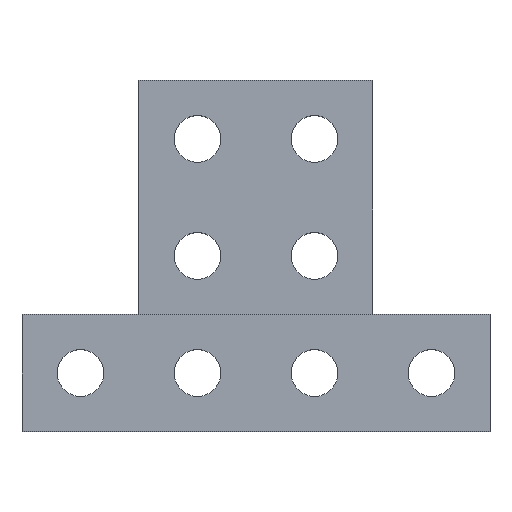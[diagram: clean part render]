
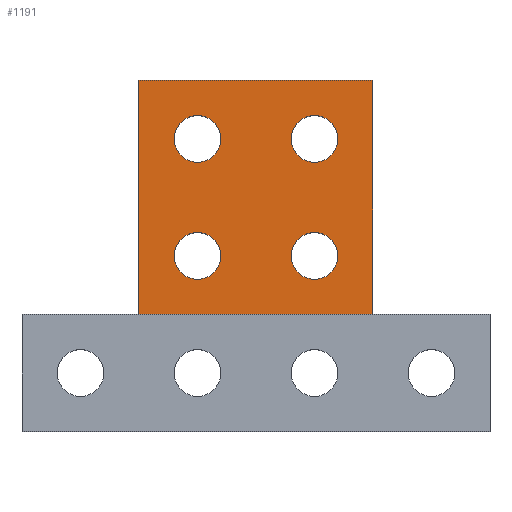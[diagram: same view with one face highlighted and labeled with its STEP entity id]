
A CAD part, top view. The second image highlights one B-rep face of the part: STEP entity #1191.
In plain terms, the highlighted planar face has unit normal (0, 0, 1).
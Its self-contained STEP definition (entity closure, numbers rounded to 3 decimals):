
#286 = PLANE('',#287);
#287 = AXIS2_PLACEMENT_3D('',#288,#289,#290);
#288 = CARTESIAN_POINT('',(0.,10.,0.));
#289 = DIRECTION('',(0.,1.,0.));
#290 = DIRECTION('',(0.,0.,1.));
#485 = PLANE('',#486);
#486 = AXIS2_PLACEMENT_3D('',#487,#488,#489);
#487 = CARTESIAN_POINT('',(0.,10.,0.));
#488 = DIRECTION('',(1.,0.,0.));
#489 = DIRECTION('',(0.,0.,1.));
#564 = PLANE('',#565);
#565 = AXIS2_PLACEMENT_3D('',#566,#567,#568);
#566 = CARTESIAN_POINT('',(20.,10.,0.));
#567 = DIRECTION('',(1.,0.,0.));
#568 = DIRECTION('',(0.,0.,1.));
#592 = PLANE('',#593);
#593 = AXIS2_PLACEMENT_3D('',#594,#595,#596);
#594 = CARTESIAN_POINT('',(0.,30.,0.));
#595 = DIRECTION('',(0.,1.,0.));
#596 = DIRECTION('',(0.,0.,1.));
#749 = CYLINDRICAL_SURFACE('',#750,2.);
#750 = AXIS2_PLACEMENT_3D('',#751,#752,#753);
#751 = CARTESIAN_POINT('',(15.,25.,0.));
#752 = DIRECTION('',(-0.,-0.,-1.));
#753 = DIRECTION('',(1.,0.,0.));
#780 = CYLINDRICAL_SURFACE('',#781,2.);
#781 = AXIS2_PLACEMENT_3D('',#782,#783,#784);
#782 = CARTESIAN_POINT('',(5.,15.,0.));
#783 = DIRECTION('',(-0.,-0.,-1.));
#784 = DIRECTION('',(1.,0.,0.));
#811 = CYLINDRICAL_SURFACE('',#812,2.);
#812 = AXIS2_PLACEMENT_3D('',#813,#814,#815);
#813 = CARTESIAN_POINT('',(15.,15.,0.));
#814 = DIRECTION('',(-0.,-0.,-1.));
#815 = DIRECTION('',(1.,0.,0.));
#842 = CYLINDRICAL_SURFACE('',#843,2.);
#843 = AXIS2_PLACEMENT_3D('',#844,#845,#846);
#844 = CARTESIAN_POINT('',(5.,25.,0.));
#845 = DIRECTION('',(-0.,-0.,-1.));
#846 = DIRECTION('',(1.,0.,0.));
#885 = VERTEX_POINT('',#886);
#886 = CARTESIAN_POINT('',(20.,10.,5.));
#909 = VERTEX_POINT('',#910);
#910 = CARTESIAN_POINT('',(0.,10.,5.));
#931 = EDGE_CURVE('',#909,#885,#932,.T.);
#932 = SURFACE_CURVE('',#933,(#937,#944),.PCURVE_S1.);
#933 = LINE('',#934,#935);
#934 = CARTESIAN_POINT('',(0.,10.,5.));
#935 = VECTOR('',#936,1.);
#936 = DIRECTION('',(1.,0.,0.));
#937 = PCURVE('',#286,#938);
#938 = DEFINITIONAL_REPRESENTATION('',(#939),#943);
#939 = LINE('',#940,#941);
#940 = CARTESIAN_POINT('',(5.,0.));
#941 = VECTOR('',#942,1.);
#942 = DIRECTION('',(0.,1.));
#943 = ( GEOMETRIC_REPRESENTATION_CONTEXT(2) 
PARAMETRIC_REPRESENTATION_CONTEXT() REPRESENTATION_CONTEXT('2D SPACE',''
  ) );
#944 = PCURVE('',#945,#950);
#945 = PLANE('',#946);
#946 = AXIS2_PLACEMENT_3D('',#947,#948,#949);
#947 = CARTESIAN_POINT('',(0.,10.,5.));
#948 = DIRECTION('',(0.,0.,1.));
#949 = DIRECTION('',(1.,0.,0.));
#950 = DEFINITIONAL_REPRESENTATION('',(#951),#955);
#951 = LINE('',#952,#953);
#952 = CARTESIAN_POINT('',(0.,0.));
#953 = VECTOR('',#954,1.);
#954 = DIRECTION('',(1.,0.));
#955 = ( GEOMETRIC_REPRESENTATION_CONTEXT(2) 
PARAMETRIC_REPRESENTATION_CONTEXT() REPRESENTATION_CONTEXT('2D SPACE',''
  ) );
#1098 = VERTEX_POINT('',#1099);
#1099 = CARTESIAN_POINT('',(0.,30.,5.));
#1120 = EDGE_CURVE('',#909,#1098,#1121,.T.);
#1121 = SURFACE_CURVE('',#1122,(#1126,#1133),.PCURVE_S1.);
#1122 = LINE('',#1123,#1124);
#1123 = CARTESIAN_POINT('',(0.,10.,5.));
#1124 = VECTOR('',#1125,1.);
#1125 = DIRECTION('',(0.,1.,0.));
#1126 = PCURVE('',#485,#1127);
#1127 = DEFINITIONAL_REPRESENTATION('',(#1128),#1132);
#1128 = LINE('',#1129,#1130);
#1129 = CARTESIAN_POINT('',(5.,0.));
#1130 = VECTOR('',#1131,1.);
#1131 = DIRECTION('',(0.,-1.));
#1132 = ( GEOMETRIC_REPRESENTATION_CONTEXT(2) 
PARAMETRIC_REPRESENTATION_CONTEXT() REPRESENTATION_CONTEXT('2D SPACE',''
  ) );
#1133 = PCURVE('',#945,#1134);
#1134 = DEFINITIONAL_REPRESENTATION('',(#1135),#1139);
#1135 = LINE('',#1136,#1137);
#1136 = CARTESIAN_POINT('',(0.,0.));
#1137 = VECTOR('',#1138,1.);
#1138 = DIRECTION('',(0.,1.));
#1139 = ( GEOMETRIC_REPRESENTATION_CONTEXT(2) 
PARAMETRIC_REPRESENTATION_CONTEXT() REPRESENTATION_CONTEXT('2D SPACE',''
  ) );
#1148 = VERTEX_POINT('',#1149);
#1149 = CARTESIAN_POINT('',(20.,30.,5.));
#1170 = EDGE_CURVE('',#885,#1148,#1171,.T.);
#1171 = SURFACE_CURVE('',#1172,(#1176,#1183),.PCURVE_S1.);
#1172 = LINE('',#1173,#1174);
#1173 = CARTESIAN_POINT('',(20.,10.,5.));
#1174 = VECTOR('',#1175,1.);
#1175 = DIRECTION('',(0.,1.,0.));
#1176 = PCURVE('',#564,#1177);
#1177 = DEFINITIONAL_REPRESENTATION('',(#1178),#1182);
#1178 = LINE('',#1179,#1180);
#1179 = CARTESIAN_POINT('',(5.,0.));
#1180 = VECTOR('',#1181,1.);
#1181 = DIRECTION('',(0.,-1.));
#1182 = ( GEOMETRIC_REPRESENTATION_CONTEXT(2) 
PARAMETRIC_REPRESENTATION_CONTEXT() REPRESENTATION_CONTEXT('2D SPACE',''
  ) );
#1183 = PCURVE('',#945,#1184);
#1184 = DEFINITIONAL_REPRESENTATION('',(#1185),#1189);
#1185 = LINE('',#1186,#1187);
#1186 = CARTESIAN_POINT('',(20.,0.));
#1187 = VECTOR('',#1188,1.);
#1188 = DIRECTION('',(0.,1.));
#1189 = ( GEOMETRIC_REPRESENTATION_CONTEXT(2) 
PARAMETRIC_REPRESENTATION_CONTEXT() REPRESENTATION_CONTEXT('2D SPACE',''
  ) );
#1191 = ADVANCED_FACE('',(#1192,#1218,#1244,#1270,#1296),#945,.T.);
#1192 = FACE_BOUND('',#1193,.T.);
#1193 = EDGE_LOOP('',(#1194,#1195,#1196,#1197));
#1194 = ORIENTED_EDGE('',*,*,#1120,.F.);
#1195 = ORIENTED_EDGE('',*,*,#931,.T.);
#1196 = ORIENTED_EDGE('',*,*,#1170,.T.);
#1197 = ORIENTED_EDGE('',*,*,#1198,.F.);
#1198 = EDGE_CURVE('',#1098,#1148,#1199,.T.);
#1199 = SURFACE_CURVE('',#1200,(#1204,#1211),.PCURVE_S1.);
#1200 = LINE('',#1201,#1202);
#1201 = CARTESIAN_POINT('',(0.,30.,5.));
#1202 = VECTOR('',#1203,1.);
#1203 = DIRECTION('',(1.,0.,0.));
#1204 = PCURVE('',#945,#1205);
#1205 = DEFINITIONAL_REPRESENTATION('',(#1206),#1210);
#1206 = LINE('',#1207,#1208);
#1207 = CARTESIAN_POINT('',(0.,20.));
#1208 = VECTOR('',#1209,1.);
#1209 = DIRECTION('',(1.,0.));
#1210 = ( GEOMETRIC_REPRESENTATION_CONTEXT(2) 
PARAMETRIC_REPRESENTATION_CONTEXT() REPRESENTATION_CONTEXT('2D SPACE',''
  ) );
#1211 = PCURVE('',#592,#1212);
#1212 = DEFINITIONAL_REPRESENTATION('',(#1213),#1217);
#1213 = LINE('',#1214,#1215);
#1214 = CARTESIAN_POINT('',(5.,0.));
#1215 = VECTOR('',#1216,1.);
#1216 = DIRECTION('',(0.,1.));
#1217 = ( GEOMETRIC_REPRESENTATION_CONTEXT(2) 
PARAMETRIC_REPRESENTATION_CONTEXT() REPRESENTATION_CONTEXT('2D SPACE',''
  ) );
#1218 = FACE_BOUND('',#1219,.T.);
#1219 = EDGE_LOOP('',(#1220));
#1220 = ORIENTED_EDGE('',*,*,#1221,.F.);
#1221 = EDGE_CURVE('',#1222,#1222,#1224,.T.);
#1222 = VERTEX_POINT('',#1223);
#1223 = CARTESIAN_POINT('',(7.,15.,5.));
#1224 = SURFACE_CURVE('',#1225,(#1230,#1237),.PCURVE_S1.);
#1225 = CIRCLE('',#1226,2.);
#1226 = AXIS2_PLACEMENT_3D('',#1227,#1228,#1229);
#1227 = CARTESIAN_POINT('',(5.,15.,5.));
#1228 = DIRECTION('',(0.,0.,1.));
#1229 = DIRECTION('',(1.,0.,0.));
#1230 = PCURVE('',#945,#1231);
#1231 = DEFINITIONAL_REPRESENTATION('',(#1232),#1236);
#1232 = CIRCLE('',#1233,2.);
#1233 = AXIS2_PLACEMENT_2D('',#1234,#1235);
#1234 = CARTESIAN_POINT('',(5.,5.));
#1235 = DIRECTION('',(1.,0.));
#1236 = ( GEOMETRIC_REPRESENTATION_CONTEXT(2) 
PARAMETRIC_REPRESENTATION_CONTEXT() REPRESENTATION_CONTEXT('2D SPACE',''
  ) );
#1237 = PCURVE('',#780,#1238);
#1238 = DEFINITIONAL_REPRESENTATION('',(#1239),#1243);
#1239 = LINE('',#1240,#1241);
#1240 = CARTESIAN_POINT('',(-0.,-5.));
#1241 = VECTOR('',#1242,1.);
#1242 = DIRECTION('',(-1.,0.));
#1243 = ( GEOMETRIC_REPRESENTATION_CONTEXT(2) 
PARAMETRIC_REPRESENTATION_CONTEXT() REPRESENTATION_CONTEXT('2D SPACE',''
  ) );
#1244 = FACE_BOUND('',#1245,.T.);
#1245 = EDGE_LOOP('',(#1246));
#1246 = ORIENTED_EDGE('',*,*,#1247,.F.);
#1247 = EDGE_CURVE('',#1248,#1248,#1250,.T.);
#1248 = VERTEX_POINT('',#1249);
#1249 = CARTESIAN_POINT('',(17.,15.,5.));
#1250 = SURFACE_CURVE('',#1251,(#1256,#1263),.PCURVE_S1.);
#1251 = CIRCLE('',#1252,2.);
#1252 = AXIS2_PLACEMENT_3D('',#1253,#1254,#1255);
#1253 = CARTESIAN_POINT('',(15.,15.,5.));
#1254 = DIRECTION('',(0.,0.,1.));
#1255 = DIRECTION('',(1.,0.,0.));
#1256 = PCURVE('',#945,#1257);
#1257 = DEFINITIONAL_REPRESENTATION('',(#1258),#1262);
#1258 = CIRCLE('',#1259,2.);
#1259 = AXIS2_PLACEMENT_2D('',#1260,#1261);
#1260 = CARTESIAN_POINT('',(15.,5.));
#1261 = DIRECTION('',(1.,0.));
#1262 = ( GEOMETRIC_REPRESENTATION_CONTEXT(2) 
PARAMETRIC_REPRESENTATION_CONTEXT() REPRESENTATION_CONTEXT('2D SPACE',''
  ) );
#1263 = PCURVE('',#811,#1264);
#1264 = DEFINITIONAL_REPRESENTATION('',(#1265),#1269);
#1265 = LINE('',#1266,#1267);
#1266 = CARTESIAN_POINT('',(-0.,-5.));
#1267 = VECTOR('',#1268,1.);
#1268 = DIRECTION('',(-1.,0.));
#1269 = ( GEOMETRIC_REPRESENTATION_CONTEXT(2) 
PARAMETRIC_REPRESENTATION_CONTEXT() REPRESENTATION_CONTEXT('2D SPACE',''
  ) );
#1270 = FACE_BOUND('',#1271,.T.);
#1271 = EDGE_LOOP('',(#1272));
#1272 = ORIENTED_EDGE('',*,*,#1273,.F.);
#1273 = EDGE_CURVE('',#1274,#1274,#1276,.T.);
#1274 = VERTEX_POINT('',#1275);
#1275 = CARTESIAN_POINT('',(7.,25.,5.));
#1276 = SURFACE_CURVE('',#1277,(#1282,#1289),.PCURVE_S1.);
#1277 = CIRCLE('',#1278,2.);
#1278 = AXIS2_PLACEMENT_3D('',#1279,#1280,#1281);
#1279 = CARTESIAN_POINT('',(5.,25.,5.));
#1280 = DIRECTION('',(0.,0.,1.));
#1281 = DIRECTION('',(1.,0.,0.));
#1282 = PCURVE('',#945,#1283);
#1283 = DEFINITIONAL_REPRESENTATION('',(#1284),#1288);
#1284 = CIRCLE('',#1285,2.);
#1285 = AXIS2_PLACEMENT_2D('',#1286,#1287);
#1286 = CARTESIAN_POINT('',(5.,15.));
#1287 = DIRECTION('',(1.,0.));
#1288 = ( GEOMETRIC_REPRESENTATION_CONTEXT(2) 
PARAMETRIC_REPRESENTATION_CONTEXT() REPRESENTATION_CONTEXT('2D SPACE',''
  ) );
#1289 = PCURVE('',#842,#1290);
#1290 = DEFINITIONAL_REPRESENTATION('',(#1291),#1295);
#1291 = LINE('',#1292,#1293);
#1292 = CARTESIAN_POINT('',(-0.,-5.));
#1293 = VECTOR('',#1294,1.);
#1294 = DIRECTION('',(-1.,0.));
#1295 = ( GEOMETRIC_REPRESENTATION_CONTEXT(2) 
PARAMETRIC_REPRESENTATION_CONTEXT() REPRESENTATION_CONTEXT('2D SPACE',''
  ) );
#1296 = FACE_BOUND('',#1297,.T.);
#1297 = EDGE_LOOP('',(#1298));
#1298 = ORIENTED_EDGE('',*,*,#1299,.F.);
#1299 = EDGE_CURVE('',#1300,#1300,#1302,.T.);
#1300 = VERTEX_POINT('',#1301);
#1301 = CARTESIAN_POINT('',(17.,25.,5.));
#1302 = SURFACE_CURVE('',#1303,(#1308,#1315),.PCURVE_S1.);
#1303 = CIRCLE('',#1304,2.);
#1304 = AXIS2_PLACEMENT_3D('',#1305,#1306,#1307);
#1305 = CARTESIAN_POINT('',(15.,25.,5.));
#1306 = DIRECTION('',(0.,0.,1.));
#1307 = DIRECTION('',(1.,0.,0.));
#1308 = PCURVE('',#945,#1309);
#1309 = DEFINITIONAL_REPRESENTATION('',(#1310),#1314);
#1310 = CIRCLE('',#1311,2.);
#1311 = AXIS2_PLACEMENT_2D('',#1312,#1313);
#1312 = CARTESIAN_POINT('',(15.,15.));
#1313 = DIRECTION('',(1.,0.));
#1314 = ( GEOMETRIC_REPRESENTATION_CONTEXT(2) 
PARAMETRIC_REPRESENTATION_CONTEXT() REPRESENTATION_CONTEXT('2D SPACE',''
  ) );
#1315 = PCURVE('',#749,#1316);
#1316 = DEFINITIONAL_REPRESENTATION('',(#1317),#1321);
#1317 = LINE('',#1318,#1319);
#1318 = CARTESIAN_POINT('',(-0.,-5.));
#1319 = VECTOR('',#1320,1.);
#1320 = DIRECTION('',(-1.,0.));
#1321 = ( GEOMETRIC_REPRESENTATION_CONTEXT(2) 
PARAMETRIC_REPRESENTATION_CONTEXT() REPRESENTATION_CONTEXT('2D SPACE',''
  ) );
